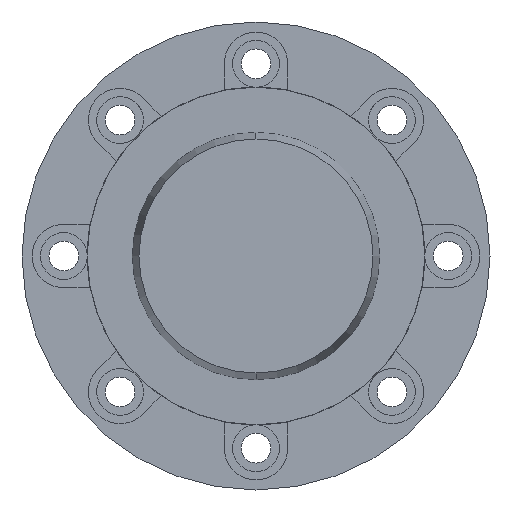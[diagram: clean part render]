
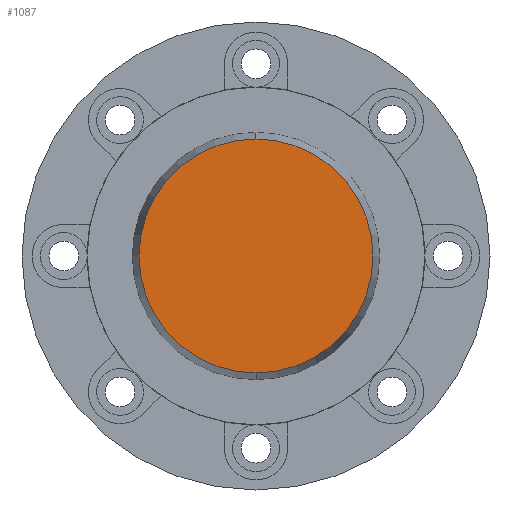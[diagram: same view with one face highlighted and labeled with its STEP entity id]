
A CAD part, left-side view. The second image highlights one B-rep face of the part: STEP entity #1087.
In plain terms, the highlighted planar face has unit normal (-1, 0, 0).
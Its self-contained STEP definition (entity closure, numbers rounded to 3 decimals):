
#31 = PLANE ( 'NONE',  #908 ) ;
#36 = CIRCLE ( 'NONE', #721, 35. ) ;
#131 = ORIENTED_EDGE ( 'NONE', *, *, #2078, .T. ) ;
#302 = DIRECTION ( 'NONE',  ( 0., 1., 0. ) ) ;
#373 = DIRECTION ( 'NONE',  ( 0., 0., 1. ) ) ;
#618 = AXIS2_PLACEMENT_3D ( 'NONE', #2913, #1509, #836 ) ;
#710 = CIRCLE ( 'NONE', #618, 35. ) ;
#721 = AXIS2_PLACEMENT_3D ( 'NONE', #1550, #2645, #373 ) ;
#836 = DIRECTION ( 'NONE',  ( 0., 0., 1. ) ) ;
#908 = AXIS2_PLACEMENT_3D ( 'NONE', #1208, #2597, #302 ) ;
#1087 = ADVANCED_FACE ( 'NONE', ( #1451 ), #31, .F. ) ;
#1208 = CARTESIAN_POINT ( 'NONE',  ( -17., 0., 0. ) ) ;
#1238 = EDGE_CURVE ( 'NONE', #1933, #2468, #710, .T. ) ;
#1390 = ORIENTED_EDGE ( 'NONE', *, *, #1238, .T. ) ;
#1451 = FACE_OUTER_BOUND ( 'NONE', #2017, .T. ) ;
#1509 = DIRECTION ( 'NONE',  ( -1., 0., 0. ) ) ;
#1550 = CARTESIAN_POINT ( 'NONE',  ( -17., 0., 0. ) ) ;
#1704 = CARTESIAN_POINT ( 'NONE',  ( -17., 0., 35. ) ) ;
#1933 = VERTEX_POINT ( 'NONE', #2177 ) ;
#2017 = EDGE_LOOP ( 'NONE', ( #1390, #131 ) ) ;
#2078 = EDGE_CURVE ( 'NONE', #2468, #1933, #36, .T. ) ;
#2177 = CARTESIAN_POINT ( 'NONE',  ( -17., 0., -35. ) ) ;
#2468 = VERTEX_POINT ( 'NONE', #1704 ) ;
#2597 = DIRECTION ( 'NONE',  ( 1., 0., 0. ) ) ;
#2645 = DIRECTION ( 'NONE',  ( -1., 0., 0. ) ) ;
#2913 = CARTESIAN_POINT ( 'NONE',  ( -17., 0., 0. ) ) ;
